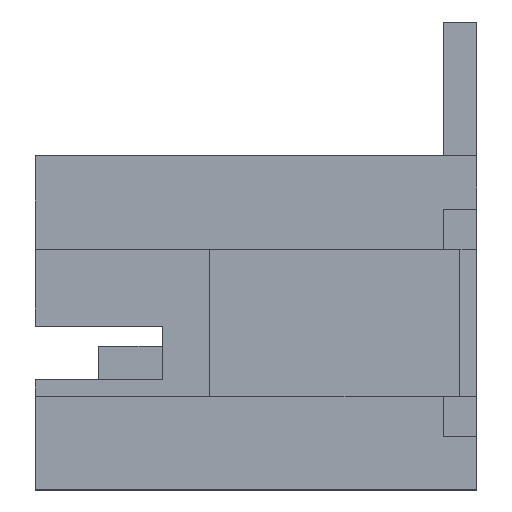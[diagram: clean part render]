
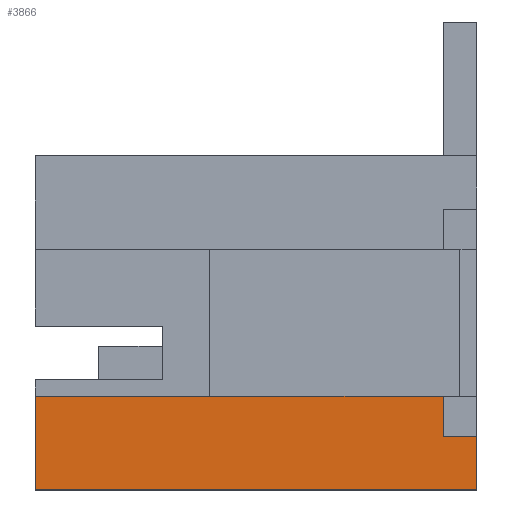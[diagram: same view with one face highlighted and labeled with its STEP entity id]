
A CAD part, left-side view. The second image highlights one B-rep face of the part: STEP entity #3866.
In plain terms, the highlighted planar face has unit normal (-1, 0, 0).
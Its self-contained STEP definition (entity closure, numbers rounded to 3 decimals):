
#105 = EDGE_CURVE ( 'NONE', #3569, #107, #5549, .T. ) ;
#107 = VERTEX_POINT ( 'NONE', #5541 ) ;
#912 = EDGE_LOOP ( 'NONE', ( #3867, #3870, #3872, #3873, #3874, #3875 ) ) ;
#3560 = EDGE_CURVE ( 'NONE', #3751, #3569, #5930, .T. ) ;
#3569 = VERTEX_POINT ( 'NONE', #5950 ) ;
#3667 = EDGE_CURVE ( 'NONE', #3687, #3751, #6199, .T. ) ;
#3687 = VERTEX_POINT ( 'NONE', #6215 ) ;
#3689 = EDGE_CURVE ( 'NONE', #3690, #3687, #6265, .T. ) ;
#3690 = VERTEX_POINT ( 'NONE', #6261 ) ;
#3751 = VERTEX_POINT ( 'NONE', #6394 ) ;
#3866 = ADVANCED_FACE ( 'NONE', ( #6647 ), #6687, .T. ) ;
#3867 = ORIENTED_EDGE ( 'NONE', *, *, #3868, .F. ) ;
#3868 = EDGE_CURVE ( 'NONE', #3869, #107, #6682, .T. ) ;
#3869 = VERTEX_POINT ( 'NONE', #6678 ) ;
#3870 = ORIENTED_EDGE ( 'NONE', *, *, #3871, .F. ) ;
#3871 = EDGE_CURVE ( 'NONE', #3690, #3869, #6676, .T. ) ;
#3872 = ORIENTED_EDGE ( 'NONE', *, *, #3689, .T. ) ;
#3873 = ORIENTED_EDGE ( 'NONE', *, *, #3667, .T. ) ;
#3874 = ORIENTED_EDGE ( 'NONE', *, *, #3560, .T. ) ;
#3875 = ORIENTED_EDGE ( 'NONE', *, *, #105, .T. ) ;
#5541 = CARTESIAN_POINT ( 'NONE',  ( 0., 0., 10.775 ) ) ;
#5546 = DIRECTION ( 'NONE',  ( 0., 0., 1. ) ) ;
#5547 = VECTOR ( 'NONE', #5546, 1000. ) ;
#5548 = CARTESIAN_POINT ( 'NONE',  ( 0., 0., 14.975 ) ) ;
#5549 = LINE ( 'NONE', #5548, #5547 ) ;
#5927 = DIRECTION ( 'NONE',  ( 0., -1., 0. ) ) ;
#5928 = VECTOR ( 'NONE', #5927, 1000. ) ;
#5929 = CARTESIAN_POINT ( 'NONE',  ( 0., 6.6, 9.975 ) ) ;
#5930 = LINE ( 'NONE', #5929, #5928 ) ;
#5950 = CARTESIAN_POINT ( 'NONE',  ( 0., 0., 9.975 ) ) ;
#6196 = DIRECTION ( 'NONE',  ( 0., 0., -1. ) ) ;
#6197 = VECTOR ( 'NONE', #6196, 1000. ) ;
#6198 = CARTESIAN_POINT ( 'NONE',  ( 0., 6.6, 9.975 ) ) ;
#6199 = LINE ( 'NONE', #6198, #6197 ) ;
#6215 = CARTESIAN_POINT ( 'NONE',  ( 0., 6.6, 11.375 ) ) ;
#6261 = CARTESIAN_POINT ( 'NONE',  ( 0., 0.5, 11.375 ) ) ;
#6262 = DIRECTION ( 'NONE',  ( 0., 1., 0. ) ) ;
#6263 = VECTOR ( 'NONE', #6262, 1000. ) ;
#6264 = CARTESIAN_POINT ( 'NONE',  ( 0., 0., 11.375 ) ) ;
#6265 = LINE ( 'NONE', #6264, #6263 ) ;
#6394 = CARTESIAN_POINT ( 'NONE',  ( 0., 6.6, 9.975 ) ) ;
#6647 = FACE_OUTER_BOUND ( 'NONE', #912, .T. ) ;
#6673 = DIRECTION ( 'NONE',  ( 0., 0., -1. ) ) ;
#6674 = VECTOR ( 'NONE', #6673, 1000. ) ;
#6675 = CARTESIAN_POINT ( 'NONE',  ( 0., 0.5, 10.775 ) ) ;
#6676 = LINE ( 'NONE', #6675, #6674 ) ;
#6678 = CARTESIAN_POINT ( 'NONE',  ( 0., 0.5, 10.775 ) ) ;
#6679 = DIRECTION ( 'NONE',  ( 0., -1., 0. ) ) ;
#6680 = VECTOR ( 'NONE', #6679, 1000. ) ;
#6681 = CARTESIAN_POINT ( 'NONE',  ( 0., 0.5, 10.775 ) ) ;
#6682 = LINE ( 'NONE', #6681, #6680 ) ;
#6683 = DIRECTION ( 'NONE',  ( 0., 0., 1. ) ) ;
#6684 = DIRECTION ( 'NONE',  ( -1., 0., 0. ) ) ;
#6685 = CARTESIAN_POINT ( 'NONE',  ( 0., 6.6, 9.975 ) ) ;
#6686 = AXIS2_PLACEMENT_3D ( 'NONE', #6685, #6684, #6683 ) ;
#6687 = PLANE ( 'NONE',  #6686 ) ;
